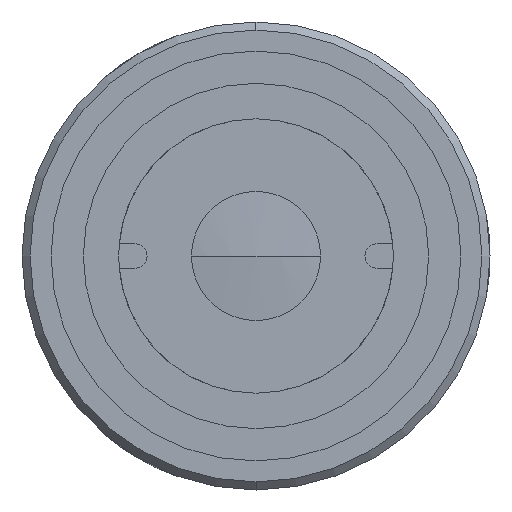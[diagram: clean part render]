
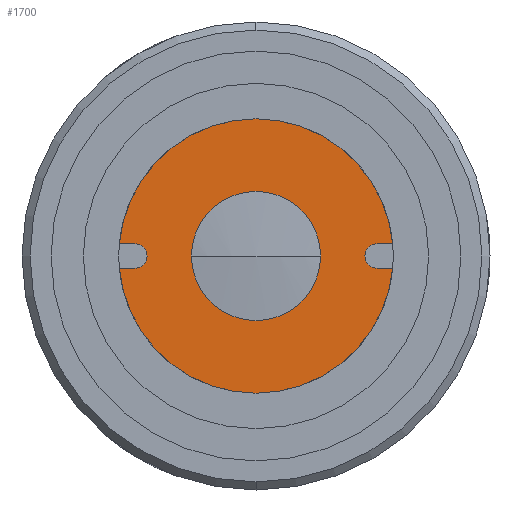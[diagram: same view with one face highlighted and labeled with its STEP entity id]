
A CAD part, front view. The second image highlights one B-rep face of the part: STEP entity #1700.
In plain terms, the highlighted planar face has unit normal (0, -1, 0).
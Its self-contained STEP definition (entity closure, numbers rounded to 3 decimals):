
#28 = CARTESIAN_POINT ( 'NONE',  ( -7.5, -108.463, 0. ) ) ;
#32 = ORIENTED_EDGE ( 'NONE', *, *, #1112, .F. ) ;
#41 = VERTEX_POINT ( 'NONE', #885 ) ;
#67 = AXIS2_PLACEMENT_3D ( 'NONE', #1713, #432, #2163 ) ;
#69 = VERTEX_POINT ( 'NONE', #1050 ) ;
#94 = DIRECTION ( 'NONE',  ( 0., -1., 0. ) ) ;
#103 = DIRECTION ( 'NONE',  ( 0., -1., 0. ) ) ;
#166 = DIRECTION ( 'NONE',  ( -1., 0., 0. ) ) ;
#170 = EDGE_LOOP ( 'NONE', ( #1602, #981 ) ) ;
#175 = VERTEX_POINT ( 'NONE', #1247 ) ;
#179 = DIRECTION ( 'NONE',  ( 0., 0., 1. ) ) ;
#203 = VERTEX_POINT ( 'NONE', #1825 ) ;
#210 = AXIS2_PLACEMENT_3D ( 'NONE', #1480, #381, #1661 ) ;
#250 = DIRECTION ( 'NONE',  ( 0., 1., 0. ) ) ;
#291 = AXIS2_PLACEMENT_3D ( 'NONE', #1473, #374, #1657 ) ;
#351 = EDGE_CURVE ( 'NONE', #1152, #2011, #2217, .T. ) ;
#360 = AXIS2_PLACEMENT_3D ( 'NONE', #1226, #94, #1400 ) ;
#361 = ORIENTED_EDGE ( 'NONE', *, *, #1692, .F. ) ;
#374 = DIRECTION ( 'NONE',  ( 0., 1., 0. ) ) ;
#381 = DIRECTION ( 'NONE',  ( 0., 1., 0. ) ) ;
#399 = LINE ( 'NONE', #709, #1804 ) ;
#415 = EDGE_CURVE ( 'NONE', #1469, #175, #2094, .T. ) ;
#420 = VERTEX_POINT ( 'NONE', #756 ) ;
#421 = CARTESIAN_POINT ( 'NONE',  ( -7.5, -108.463, -0.75 ) ) ;
#423 = LINE ( 'NONE', #702, #2317 ) ;
#432 = DIRECTION ( 'NONE',  ( 0., 1., 0. ) ) ;
#444 = ORIENTED_EDGE ( 'NONE', *, *, #415, .F. ) ;
#456 = CIRCLE ( 'NONE', #864, 4. ) ;
#529 = ORIENTED_EDGE ( 'NONE', *, *, #1919, .F. ) ;
#537 = VERTEX_POINT ( 'NONE', #1638 ) ;
#585 = ORIENTED_EDGE ( 'NONE', *, *, #1145, .F. ) ;
#603 = CARTESIAN_POINT ( 'NONE',  ( -8.467, -108.463, 0.75 ) ) ;
#625 = CIRCLE ( 'NONE', #743, 0.75 ) ;
#664 = DIRECTION ( 'NONE',  ( 0., 0., 1. ) ) ;
#702 = CARTESIAN_POINT ( 'NONE',  ( 7.5, -108.463, -0.75 ) ) ;
#709 = CARTESIAN_POINT ( 'NONE',  ( -12.5, -108.463, 0.75 ) ) ;
#743 = AXIS2_PLACEMENT_3D ( 'NONE', #1236, #103, #1409 ) ;
#756 = CARTESIAN_POINT ( 'NONE',  ( 0., -108.463, -4. ) ) ;
#782 = VECTOR ( 'NONE', #166, 1000. ) ;
#788 = ORIENTED_EDGE ( 'NONE', *, *, #2287, .F. ) ;
#795 = CIRCLE ( 'NONE', #291, 8.5 ) ;
#814 = CIRCLE ( 'NONE', #210, 8.5 ) ;
#857 = EDGE_CURVE ( 'NONE', #2011, #954, #399, .T. ) ;
#864 = AXIS2_PLACEMENT_3D ( 'NONE', #1981, #906, #2165 ) ;
#885 = CARTESIAN_POINT ( 'NONE',  ( 0., -108.463, -8.5 ) ) ;
#906 = DIRECTION ( 'NONE',  ( 0., 1., 0. ) ) ;
#909 = CARTESIAN_POINT ( 'NONE',  ( -7.5, -108.463, 0.75 ) ) ;
#954 = VERTEX_POINT ( 'NONE', #603 ) ;
#975 = AXIS2_PLACEMENT_3D ( 'NONE', #28, #1610, #1263 ) ;
#981 = ORIENTED_EDGE ( 'NONE', *, *, #1680, .T. ) ;
#1016 = CARTESIAN_POINT ( 'NONE',  ( 0., -108.463, 0. ) ) ;
#1032 = CARTESIAN_POINT ( 'NONE',  ( -8.5, -108.463, -0.75 ) ) ;
#1034 = CARTESIAN_POINT ( 'NONE',  ( -8.5, -108.463, 0.75 ) ) ;
#1050 = CARTESIAN_POINT ( 'NONE',  ( 7.5, -108.463, -0.75 ) ) ;
#1054 = DIRECTION ( 'NONE',  ( -1., 0., 0. ) ) ;
#1074 = ORIENTED_EDGE ( 'NONE', *, *, #1320, .F. ) ;
#1095 = AXIS2_PLACEMENT_3D ( 'NONE', #2367, #1307, #179 ) ;
#1112 = EDGE_CURVE ( 'NONE', #2245, #1152, #1355, .T. ) ;
#1145 = EDGE_CURVE ( 'NONE', #954, #203, #1773, .T. ) ;
#1152 = VERTEX_POINT ( 'NONE', #421 ) ;
#1208 = CARTESIAN_POINT ( 'NONE',  ( 8.467, -108.463, 0.75 ) ) ;
#1226 = CARTESIAN_POINT ( 'NONE',  ( -8.5, -108.463, 0. ) ) ;
#1236 = CARTESIAN_POINT ( 'NONE',  ( 7.5, -108.463, 0. ) ) ;
#1242 = DIRECTION ( 'NONE',  ( 1., 0., 0. ) ) ;
#1247 = CARTESIAN_POINT ( 'NONE',  ( 7.5, -108.463, 0.75 ) ) ;
#1263 = DIRECTION ( 'NONE',  ( 0., 0., -1. ) ) ;
#1298 = CIRCLE ( 'NONE', #1095, 4. ) ;
#1307 = DIRECTION ( 'NONE',  ( 0., 1., 0. ) ) ;
#1320 = EDGE_CURVE ( 'NONE', #537, #41, #2320, .T. ) ;
#1355 = LINE ( 'NONE', #1032, #1411 ) ;
#1400 = DIRECTION ( 'NONE',  ( 0., 0., -1. ) ) ;
#1409 = DIRECTION ( 'NONE',  ( 0., 0., -1. ) ) ;
#1411 = VECTOR ( 'NONE', #1242, 1000. ) ;
#1469 = VERTEX_POINT ( 'NONE', #1208 ) ;
#1473 = CARTESIAN_POINT ( 'NONE',  ( 0., -108.463, 0. ) ) ;
#1480 = CARTESIAN_POINT ( 'NONE',  ( 0., -108.463, 0. ) ) ;
#1573 = VERTEX_POINT ( 'NONE', #2334 ) ;
#1602 = ORIENTED_EDGE ( 'NONE', *, *, #1604, .T. ) ;
#1604 = EDGE_CURVE ( 'NONE', #1573, #420, #456, .T. ) ;
#1610 = DIRECTION ( 'NONE',  ( 0., -1., 0. ) ) ;
#1638 = CARTESIAN_POINT ( 'NONE',  ( 8.467, -108.463, -0.75 ) ) ;
#1657 = DIRECTION ( 'NONE',  ( 0., 0., 1. ) ) ;
#1661 = DIRECTION ( 'NONE',  ( 0., 0., 1. ) ) ;
#1680 = EDGE_CURVE ( 'NONE', #420, #1573, #1298, .T. ) ;
#1692 = EDGE_CURVE ( 'NONE', #203, #1469, #795, .T. ) ;
#1700 = ADVANCED_FACE ( 'NONE', ( #1702, #2183 ), #2285, .T. ) ;
#1702 = FACE_OUTER_BOUND ( 'NONE', #2003, .T. ) ;
#1713 = CARTESIAN_POINT ( 'NONE',  ( 0., -108.463, 0. ) ) ;
#1773 = CIRCLE ( 'NONE', #67, 8.5 ) ;
#1804 = VECTOR ( 'NONE', #1054, 1000. ) ;
#1825 = CARTESIAN_POINT ( 'NONE',  ( 0., -108.463, 8.5 ) ) ;
#1879 = ORIENTED_EDGE ( 'NONE', *, *, #857, .F. ) ;
#1895 = CARTESIAN_POINT ( 'NONE',  ( -8.467, -108.463, -0.75 ) ) ;
#1919 = EDGE_CURVE ( 'NONE', #69, #537, #423, .T. ) ;
#1968 = DIRECTION ( 'NONE',  ( 1., 0., 0. ) ) ;
#1981 = CARTESIAN_POINT ( 'NONE',  ( 0., -108.463, 0. ) ) ;
#2003 = EDGE_LOOP ( 'NONE', ( #444, #361, #585, #1879, #2331, #32, #2032, #1074, #529, #788 ) ) ;
#2011 = VERTEX_POINT ( 'NONE', #909 ) ;
#2032 = ORIENTED_EDGE ( 'NONE', *, *, #2085, .F. ) ;
#2053 = AXIS2_PLACEMENT_3D ( 'NONE', #1016, #250, #664 ) ;
#2085 = EDGE_CURVE ( 'NONE', #41, #2245, #814, .T. ) ;
#2094 = LINE ( 'NONE', #1034, #782 ) ;
#2163 = DIRECTION ( 'NONE',  ( 0., 0., 1. ) ) ;
#2165 = DIRECTION ( 'NONE',  ( 0., 0., 1. ) ) ;
#2183 = FACE_BOUND ( 'NONE', #170, .T. ) ;
#2217 = CIRCLE ( 'NONE', #975, 0.75 ) ;
#2245 = VERTEX_POINT ( 'NONE', #1895 ) ;
#2285 = PLANE ( 'NONE',  #360 ) ;
#2287 = EDGE_CURVE ( 'NONE', #175, #69, #625, .T. ) ;
#2317 = VECTOR ( 'NONE', #1968, 1000. ) ;
#2320 = CIRCLE ( 'NONE', #2053, 8.5 ) ;
#2331 = ORIENTED_EDGE ( 'NONE', *, *, #351, .F. ) ;
#2334 = CARTESIAN_POINT ( 'NONE',  ( 0., -108.463, 4. ) ) ;
#2367 = CARTESIAN_POINT ( 'NONE',  ( 0., -108.463, 0. ) ) ;
